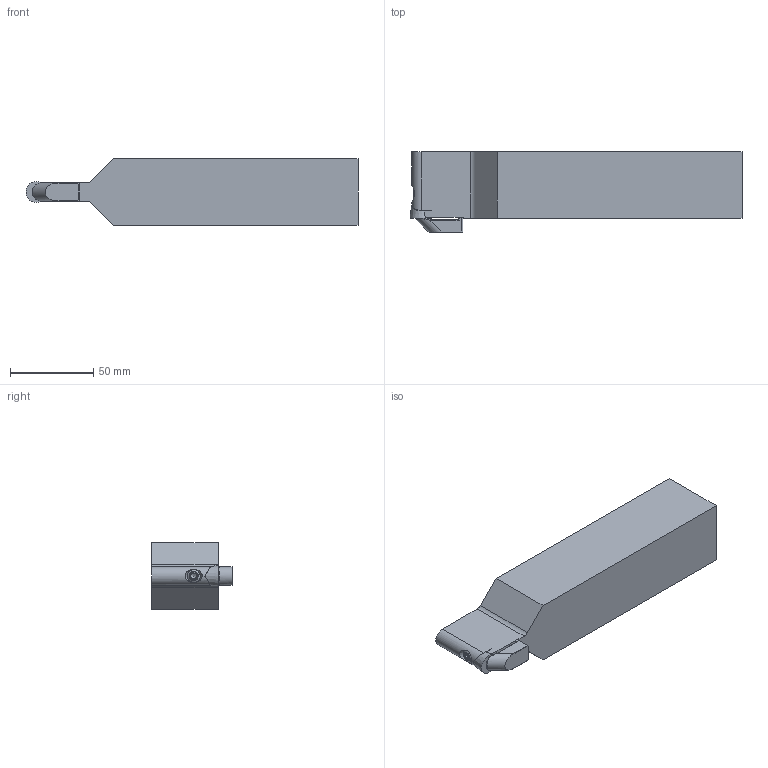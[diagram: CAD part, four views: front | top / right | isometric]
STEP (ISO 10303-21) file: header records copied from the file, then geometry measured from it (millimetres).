
FILE_DESCRIPTION(/* description */ (''),/* implementation_level */ '2;1');
FILE_NAME(/* name */ 'CRDCN-4040-R12CVK-LIGHT.stp',/* time_stamp */ '2023-10-25T21:37:32+03:00',/* author */ (''),/* organization */ (''),/* preprocessor_version */ 'ST-DEVELOPER v19.4',/* originating_system */ 'SIEMENS PLM Software NX2306.3001',/* authorisation */ '');
FILE_SCHEMA (('AUTOMOTIVE_DESIGN { 1 0 10303 214 3 1 1 1 }'));
Length unit declared in the file: millimetre
Products named in the file (1): CRDCN-4040-R12CVK-XT_objects
Bounding box: 200 x 48.5 x 40 mm (x, y, z)
Volume: 268299 mm3; surface area: 33080.7 mm2
Topology: 2 solids, 2 shells, 99 faces, 250 edges, 157 vertices
Faces by surface type: plane 69, cylinder 19, cone 7, bspline 2, torus 2
Entity records: 2988 total; most frequent: CARTESIAN_POINT 600, DIRECTION 491, ORIENTED_EDGE 480, EDGE_CURVE 240, AXIS2_PLACEMENT_3D 167, LINE 157, VECTOR 157, VERTEX_POINT 154
